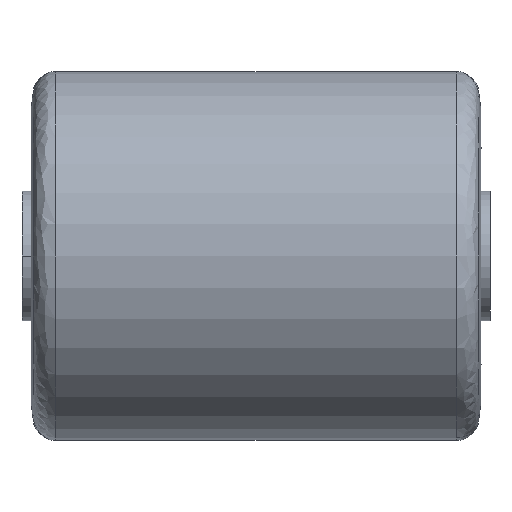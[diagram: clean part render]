
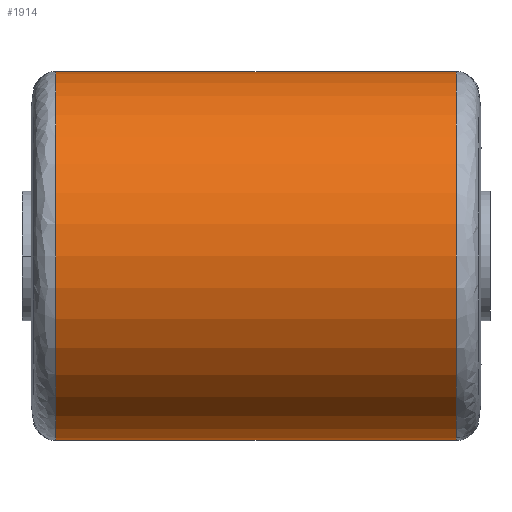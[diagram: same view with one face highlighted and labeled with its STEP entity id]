
A CAD part, front view. The second image highlights one B-rep face of the part: STEP entity #1914.
In plain terms, the highlighted cylindrical face has radius 41 mm (diameter 82 mm), a partial arc.
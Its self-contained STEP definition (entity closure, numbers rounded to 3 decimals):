
#36 = EDGE_CURVE ( 'NONE', #3238, #3578, #624, .T. ) ;
#84 = DIRECTION ( 'NONE',  ( 0., 0., -1. ) ) ;
#268 = EDGE_CURVE ( 'NONE', #3238, #2274, #1619, .T. ) ;
#426 = ORIENTED_EDGE ( 'NONE', *, *, #2955, .T. ) ;
#460 = LINE ( 'NONE', #1835, #4076 ) ;
#578 = DIRECTION ( 'NONE',  ( 1., 0., 0. ) ) ;
#581 = CARTESIAN_POINT ( 'NONE',  ( 0., 0., 41. ) ) ;
#624 = LINE ( 'NONE', #581, #3982 ) ;
#667 = EDGE_CURVE ( 'NONE', #2364, #3578, #818, .T. ) ;
#728 = CARTESIAN_POINT ( 'NONE',  ( -44.533, 0., 0. ) ) ;
#818 = CIRCLE ( 'NONE', #3984, 41. ) ;
#898 = DIRECTION ( 'NONE',  ( 0., 0., -1. ) ) ;
#1113 = DIRECTION ( 'NONE',  ( 0., 0., -1. ) ) ;
#1297 = CARTESIAN_POINT ( 'NONE',  ( 0., 0., 0. ) ) ;
#1619 = CIRCLE ( 'NONE', #1976, 41. ) ;
#1835 = CARTESIAN_POINT ( 'NONE',  ( 0., 0., -41. ) ) ;
#1846 = ORIENTED_EDGE ( 'NONE', *, *, #667, .T. ) ;
#1914 = ADVANCED_FACE ( 'NONE', ( #2992 ), #1996, .T. ) ;
#1976 = AXIS2_PLACEMENT_3D ( 'NONE', #728, #2104, #84 ) ;
#1996 = CYLINDRICAL_SURFACE ( 'NONE', #3104, 41. ) ;
#2104 = DIRECTION ( 'NONE',  ( 1., 0., 0. ) ) ;
#2274 = VERTEX_POINT ( 'NONE', #3212 ) ;
#2284 = CARTESIAN_POINT ( 'NONE',  ( 44.533, 0., -41. ) ) ;
#2364 = VERTEX_POINT ( 'NONE', #2284 ) ;
#2398 = DIRECTION ( 'NONE',  ( -1., 0., 0. ) ) ;
#2573 = DIRECTION ( 'NONE',  ( 1., 0., 0. ) ) ;
#2629 = DIRECTION ( 'NONE',  ( 1., 0., 0. ) ) ;
#2955 = EDGE_CURVE ( 'NONE', #2274, #2364, #460, .T. ) ;
#2992 = FACE_OUTER_BOUND ( 'NONE', #3777, .T. ) ;
#3104 = AXIS2_PLACEMENT_3D ( 'NONE', #1297, #578, #898 ) ;
#3212 = CARTESIAN_POINT ( 'NONE',  ( -44.533, 0., -41. ) ) ;
#3238 = VERTEX_POINT ( 'NONE', #4349 ) ;
#3522 = CARTESIAN_POINT ( 'NONE',  ( 44.533, 0., 0. ) ) ;
#3578 = VERTEX_POINT ( 'NONE', #3608 ) ;
#3608 = CARTESIAN_POINT ( 'NONE',  ( 44.533, 0., 41. ) ) ;
#3759 = ORIENTED_EDGE ( 'NONE', *, *, #268, .T. ) ;
#3777 = EDGE_LOOP ( 'NONE', ( #4172, #3759, #426, #1846 ) ) ;
#3982 = VECTOR ( 'NONE', #2629, 1000. ) ;
#3984 = AXIS2_PLACEMENT_3D ( 'NONE', #3522, #2398, #1113 ) ;
#4076 = VECTOR ( 'NONE', #2573, 1000. ) ;
#4172 = ORIENTED_EDGE ( 'NONE', *, *, #36, .F. ) ;
#4349 = CARTESIAN_POINT ( 'NONE',  ( -44.533, 0., 41. ) ) ;
